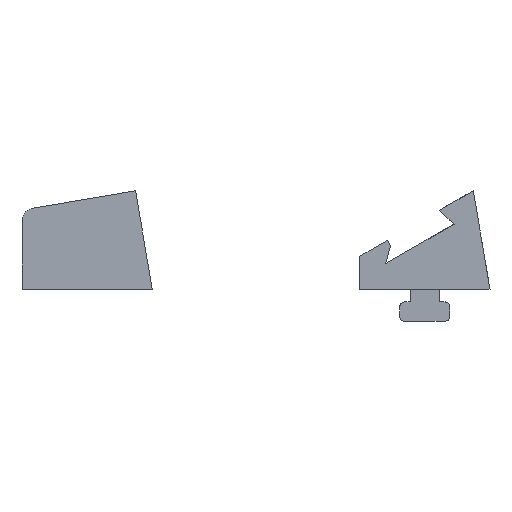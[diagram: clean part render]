
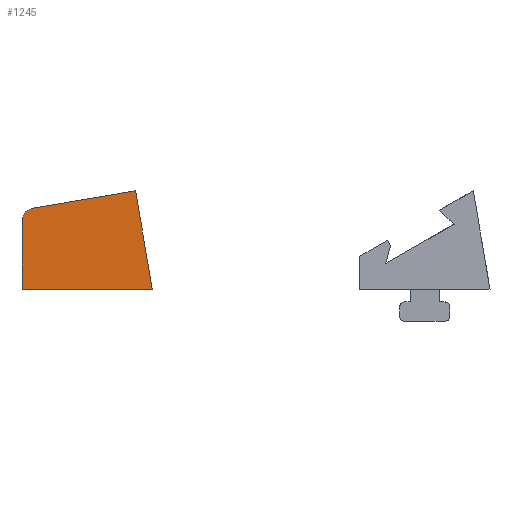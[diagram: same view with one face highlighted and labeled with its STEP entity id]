
A CAD part, front view. The second image highlights one B-rep face of the part: STEP entity #1245.
In plain terms, the highlighted planar face has unit normal (0, -1, 0).
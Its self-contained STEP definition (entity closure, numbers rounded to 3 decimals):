
#66=PLANE('',#1359);
#115=FACE_OUTER_BOUND('',#188,.T.);
#188=EDGE_LOOP('',(#899,#900,#901,#902,#903));
#269=LINE('',#1868,#404);
#277=LINE('',#1888,#412);
#278=LINE('',#1894,#413);
#283=LINE('',#1902,#418);
#404=VECTOR('',#1488,10.);
#412=VECTOR('',#1504,1.);
#413=VECTOR('',#1511,1.);
#418=VECTOR('',#1518,1.);
#530=CIRCLE('',#1348,1.4);
#563=VERTEX_POINT('',#1845);
#564=VERTEX_POINT('',#1847);
#572=VERTEX_POINT('',#1867);
#577=VERTEX_POINT('',#1881);
#580=VERTEX_POINT('',#1886);
#682=EDGE_CURVE('',#563,#564,#530,.T.);
#692=EDGE_CURVE('',#572,#564,#269,.T.);
#702=EDGE_CURVE('',#580,#577,#277,.T.);
#705=EDGE_CURVE('',#572,#580,#278,.T.);
#710=EDGE_CURVE('',#577,#563,#283,.T.);
#899=ORIENTED_EDGE('',*,*,#682,.F.);
#900=ORIENTED_EDGE('',*,*,#710,.F.);
#901=ORIENTED_EDGE('',*,*,#702,.F.);
#902=ORIENTED_EDGE('',*,*,#705,.F.);
#903=ORIENTED_EDGE('',*,*,#692,.T.);
#1245=ADVANCED_FACE('',(#115),#66,.T.);
#1348=AXIS2_PLACEMENT_3D('',#1848,#1473,#1474);
#1359=AXIS2_PLACEMENT_3D('',#1903,#1519,#1520);
#1473=DIRECTION('center_axis',(0.,1.,0.));
#1474=DIRECTION('ref_axis',(-0.764,0.,0.645));
#1488=DIRECTION('',(-0.986,0.,-0.167));
#1504=DIRECTION('',(-1.,0.,0.));
#1511=DIRECTION('',(0.167,0.,-0.986));
#1518=DIRECTION('',(0.,0.,1.));
#1519=DIRECTION('center_axis',(0.,-1.,0.));
#1520=DIRECTION('ref_axis',(0.,0.,-1.));
#1845=CARTESIAN_POINT('',(18.581,-900.,43.341));
#1847=CARTESIAN_POINT('',(19.747,-900.,44.721));
#1848=CARTESIAN_POINT('Origin',(19.981,-900.,43.341));
#1867=CARTESIAN_POINT('',(30.349,-900.,46.52));
#1868=CARTESIAN_POINT('',(30.349,-900.,46.52));
#1881=CARTESIAN_POINT('',(18.581,-900.,36.306));
#1886=CARTESIAN_POINT('',(32.081,-900.,36.306));
#1888=CARTESIAN_POINT('',(24.946,-900.,36.306));
#1894=CARTESIAN_POINT('',(31.145,-900.,41.828));
#1902=CARTESIAN_POINT('',(18.581,-900.,39.577));
#1903=CARTESIAN_POINT('Origin',(24.561,-900.,41.137));
